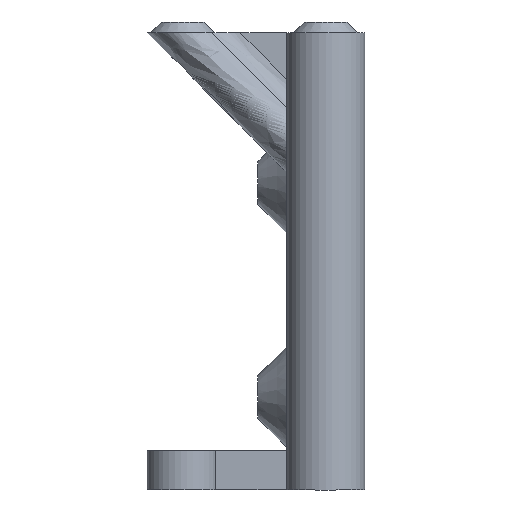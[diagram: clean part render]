
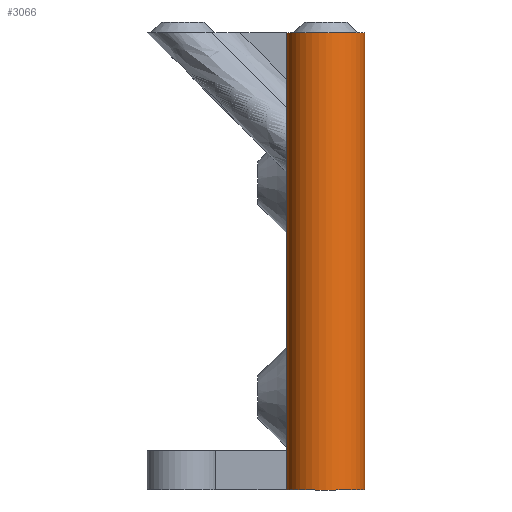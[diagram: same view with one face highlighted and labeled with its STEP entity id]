
A CAD part, front view. The second image highlights one B-rep face of the part: STEP entity #3066.
In plain terms, the highlighted cylindrical face has radius 5.5 mm (diameter 11 mm), a partial arc.
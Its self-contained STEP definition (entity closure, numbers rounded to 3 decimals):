
#18 = EDGE_CURVE ( 'NONE', #707, #5974, #832, .T. ) ;
#27 = ORIENTED_EDGE ( 'NONE', *, *, #4980, .T. ) ;
#219 = LINE ( 'NONE', #2049, #4449 ) ;
#260 = AXIS2_PLACEMENT_3D ( 'NONE', #1008, #2882, #2522 ) ;
#707 = VERTEX_POINT ( 'NONE', #4604 ) ;
#742 = VECTOR ( 'NONE', #2688, 1000. ) ;
#832 = CIRCLE ( 'NONE', #4602, 5.5 ) ;
#1008 = CARTESIAN_POINT ( 'NONE',  ( -5.5, -33., -40.298 ) ) ;
#1116 = CARTESIAN_POINT ( 'NONE',  ( -11., -33., -28. ) ) ;
#1143 = ORIENTED_EDGE ( 'NONE', *, *, #3495, .F. ) ;
#1299 = VERTEX_POINT ( 'NONE', #1116 ) ;
#2014 = CARTESIAN_POINT ( 'NONE',  ( 0., -33., 36. ) ) ;
#2035 = VERTEX_POINT ( 'NONE', #3897 ) ;
#2049 = CARTESIAN_POINT ( 'NONE',  ( -11., -33., 30. ) ) ;
#2202 = EDGE_CURVE ( 'NONE', #5974, #2035, #4506, .T. ) ;
#2522 = DIRECTION ( 'NONE',  ( 1., 0., 0. ) ) ;
#2688 = DIRECTION ( 'NONE',  ( 0., 0., -1. ) ) ;
#2752 = DIRECTION ( 'NONE',  ( 0., 0., 1. ) ) ;
#2882 = DIRECTION ( 'NONE',  ( 0., 0., 1. ) ) ;
#3020 = CARTESIAN_POINT ( 'NONE',  ( -5.5, -33., 36. ) ) ;
#3066 = ADVANCED_FACE ( 'NONE', ( #3787 ), #5186, .T. ) ;
#3075 = EDGE_LOOP ( 'NONE', ( #1143, #27, #5483, #3237 ) ) ;
#3126 = CIRCLE ( 'NONE', #4094, 5.5 ) ;
#3237 = ORIENTED_EDGE ( 'NONE', *, *, #18, .F. ) ;
#3495 = EDGE_CURVE ( 'NONE', #1299, #707, #219, .T. ) ;
#3787 = FACE_OUTER_BOUND ( 'NONE', #3075, .T. ) ;
#3897 = CARTESIAN_POINT ( 'NONE',  ( 0., -33., -28. ) ) ;
#3899 = DIRECTION ( 'NONE',  ( 0., 0., 1. ) ) ;
#4094 = AXIS2_PLACEMENT_3D ( 'NONE', #5385, #2752, #5052 ) ;
#4449 = VECTOR ( 'NONE', #3899, 1000. ) ;
#4506 = LINE ( 'NONE', #5389, #742 ) ;
#4602 = AXIS2_PLACEMENT_3D ( 'NONE', #3020, #4871, #5723 ) ;
#4604 = CARTESIAN_POINT ( 'NONE',  ( -11., -33., 36. ) ) ;
#4871 = DIRECTION ( 'NONE',  ( 0., 0., 1. ) ) ;
#4980 = EDGE_CURVE ( 'NONE', #1299, #2035, #3126, .T. ) ;
#5052 = DIRECTION ( 'NONE',  ( 0., 1., 0. ) ) ;
#5186 = CYLINDRICAL_SURFACE ( 'NONE', #260, 5.5 ) ;
#5385 = CARTESIAN_POINT ( 'NONE',  ( -5.5, -33., -28. ) ) ;
#5389 = CARTESIAN_POINT ( 'NONE',  ( 0., -33., -24. ) ) ;
#5483 = ORIENTED_EDGE ( 'NONE', *, *, #2202, .F. ) ;
#5723 = DIRECTION ( 'NONE',  ( 1., 0., 0. ) ) ;
#5974 = VERTEX_POINT ( 'NONE', #2014 ) ;
